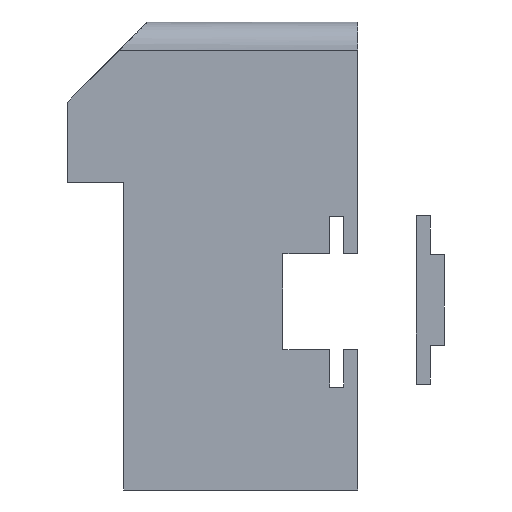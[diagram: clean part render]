
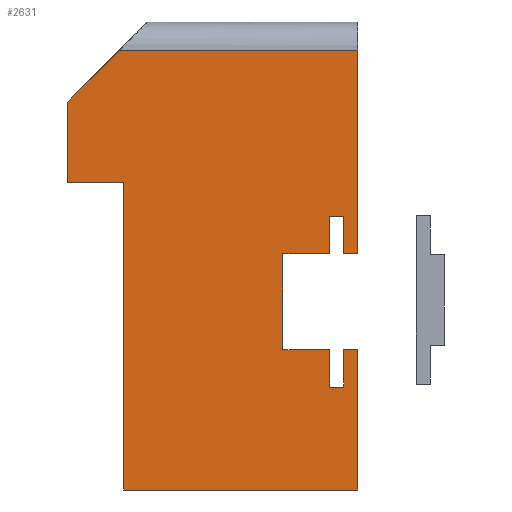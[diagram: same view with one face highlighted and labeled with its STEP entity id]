
A CAD part, left-side view. The second image highlights one B-rep face of the part: STEP entity #2631.
In plain terms, the highlighted planar face has unit normal (-1, 0, 0).
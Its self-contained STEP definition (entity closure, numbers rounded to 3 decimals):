
#96 = CARTESIAN_POINT ( 'NONE',  ( 0., 0., 0. ) ) ;
#134 = DIRECTION ( 'NONE',  ( 0., 1., 0. ) ) ;
#167 = EDGE_CURVE ( 'NONE', #5176, #2724, #3438, .T. ) ;
#309 = ORIENTED_EDGE ( 'NONE', *, *, #5186, .T. ) ;
#417 = CARTESIAN_POINT ( 'NONE',  ( 0., -16., 43.5 ) ) ;
#509 = ORIENTED_EDGE ( 'NONE', *, *, #1757, .F. ) ;
#510 = ORIENTED_EDGE ( 'NONE', *, *, #4730, .F. ) ;
#653 = LINE ( 'NONE', #2739, #4355 ) ;
#673 = EDGE_CURVE ( 'NONE', #2562, #2677, #683, .T. ) ;
#681 = CARTESIAN_POINT ( 'NONE',  ( 0., 0., -20.5 ) ) ;
#683 = LINE ( 'NONE', #4782, #2490 ) ;
#704 = CARTESIAN_POINT ( 'NONE',  ( 0., -13., 0. ) ) ;
#718 = CARTESIAN_POINT ( 'NONE',  ( 0., -10., -28.5 ) ) ;
#762 = ORIENTED_EDGE ( 'NONE', *, *, #7521, .T. ) ;
#795 = DIRECTION ( 'NONE',  ( 0., -1., 0. ) ) ;
#925 = CARTESIAN_POINT ( 'NONE',  ( 0., 0., 0. ) ) ;
#1015 = CARTESIAN_POINT ( 'NONE',  ( 0., 0., 0. ) ) ;
#1025 = EDGE_CURVE ( 'NONE', #5913, #2896, #3620, .T. ) ;
#1103 = ORIENTED_EDGE ( 'NONE', *, *, #1025, .F. ) ;
#1187 = CARTESIAN_POINT ( 'NONE',  ( 0., -13., 0. ) ) ;
#1193 = VECTOR ( 'NONE', #134, 1000. ) ;
#1208 = CARTESIAN_POINT ( 'NONE',  ( 0., 0., 43.5 ) ) ;
#1231 = ORIENTED_EDGE ( 'NONE', *, *, #167, .T. ) ;
#1257 = VERTEX_POINT ( 'NONE', #1805 ) ;
#1499 = CARTESIAN_POINT ( 'NONE',  ( 0., 34., -50.5 ) ) ;
#1553 = EDGE_CURVE ( 'NONE', #1926, #3498, #2985, .T. ) ;
#1629 = VECTOR ( 'NONE', #6032, 1000. ) ;
#1630 = LINE ( 'NONE', #1777, #4132 ) ;
#1696 = CARTESIAN_POINT ( 'NONE',  ( 0., -16., -50.5 ) ) ;
#1733 = LINE ( 'NONE', #4061, #6226 ) ;
#1757 = EDGE_CURVE ( 'NONE', #1857, #4720, #3953, .T. ) ;
#1777 = CARTESIAN_POINT ( 'NONE',  ( 0., -10., -28.5 ) ) ;
#1803 = EDGE_LOOP ( 'NONE', ( #2442, #1846, #4679, #3444, #1103, #2822, #4643, #5378, #1970, #1231, #309, #4287, #6202, #509, #510, #2972, #762, #2378, #2514 ) ) ;
#1805 = CARTESIAN_POINT ( 'NONE',  ( 0., -13., 8. ) ) ;
#1846 = ORIENTED_EDGE ( 'NONE', *, *, #1553, .T. ) ;
#1857 = VERTEX_POINT ( 'NONE', #2440 ) ;
#1912 = CARTESIAN_POINT ( 'NONE',  ( 0., -16., -20.5 ) ) ;
#1926 = VERTEX_POINT ( 'NONE', #417 ) ;
#1966 = DIRECTION ( 'NONE',  ( 1., 0., 0. ) ) ;
#1970 = ORIENTED_EDGE ( 'NONE', *, *, #4688, .T. ) ;
#2303 = VECTOR ( 'NONE', #5912, 1000. ) ;
#2361 = CARTESIAN_POINT ( 'NONE',  ( 0., -16., 0. ) ) ;
#2378 = ORIENTED_EDGE ( 'NONE', *, *, #6743, .T. ) ;
#2386 = DIRECTION ( 'NONE',  ( 0., 0., -1. ) ) ;
#2440 = CARTESIAN_POINT ( 'NONE',  ( 0., 0., 0. ) ) ;
#2442 = ORIENTED_EDGE ( 'NONE', *, *, #6273, .T. ) ;
#2483 = DIRECTION ( 'NONE',  ( 0., 0., 1. ) ) ;
#2490 = VECTOR ( 'NONE', #3736, 1000. ) ;
#2514 = ORIENTED_EDGE ( 'NONE', *, *, #673, .T. ) ;
#2562 = VERTEX_POINT ( 'NONE', #1187 ) ;
#2622 = VERTEX_POINT ( 'NONE', #6186 ) ;
#2631 = ADVANCED_FACE ( 'NONE', ( #7265 ), #3684, .F. ) ;
#2664 = DIRECTION ( 'NONE',  ( 0., 0., -1. ) ) ;
#2672 = EDGE_CURVE ( 'NONE', #3283, #6636, #653, .T. ) ;
#2677 = VERTEX_POINT ( 'NONE', #3863 ) ;
#2707 = CARTESIAN_POINT ( 'NONE',  ( 0., 34.915, 43.5 ) ) ;
#2719 = CARTESIAN_POINT ( 'NONE',  ( 0., 34., 0. ) ) ;
#2724 = VERTEX_POINT ( 'NONE', #6825 ) ;
#2739 = CARTESIAN_POINT ( 'NONE',  ( 0., -10., 49.5 ) ) ;
#2802 = VECTOR ( 'NONE', #5043, 1000. ) ;
#2822 = ORIENTED_EDGE ( 'NONE', *, *, #6157, .F. ) ;
#2843 = EDGE_CURVE ( 'NONE', #3734, #5199, #3596, .T. ) ;
#2894 = CARTESIAN_POINT ( 'NONE',  ( 0., -16., -20.5 ) ) ;
#2896 = VERTEX_POINT ( 'NONE', #4862 ) ;
#2972 = ORIENTED_EDGE ( 'NONE', *, *, #2672, .F. ) ;
#2985 = LINE ( 'NONE', #1208, #7406 ) ;
#3053 = VECTOR ( 'NONE', #795, 1000. ) ;
#3096 = LINE ( 'NONE', #6001, #6512 ) ;
#3234 = EDGE_CURVE ( 'NONE', #2896, #2622, #3096, .T. ) ;
#3236 = VERTEX_POINT ( 'NONE', #718 ) ;
#3274 = VECTOR ( 'NONE', #5396, 1000. ) ;
#3283 = VERTEX_POINT ( 'NONE', #7276 ) ;
#3298 = VECTOR ( 'NONE', #5800, 1000. ) ;
#3331 = VECTOR ( 'NONE', #7011, 1000. ) ;
#3438 = LINE ( 'NONE', #6314, #3331 ) ;
#3444 = ORIENTED_EDGE ( 'NONE', *, *, #3234, .F. ) ;
#3498 = VERTEX_POINT ( 'NONE', #2707 ) ;
#3576 = LINE ( 'NONE', #7115, #2303 ) ;
#3596 = LINE ( 'NONE', #1912, #3274 ) ;
#3606 = CARTESIAN_POINT ( 'NONE',  ( 0., 0., -20.5 ) ) ;
#3620 = LINE ( 'NONE', #5418, #1629 ) ;
#3643 = LINE ( 'NONE', #96, #1193 ) ;
#3684 = PLANE ( 'NONE',  #6693 ) ;
#3734 = VERTEX_POINT ( 'NONE', #1696 ) ;
#3736 = DIRECTION ( 'NONE',  ( 0., -1., 0. ) ) ;
#3846 = LINE ( 'NONE', #7464, #6967 ) ;
#3863 = CARTESIAN_POINT ( 'NONE',  ( 0., -16., 0. ) ) ;
#3948 = DIRECTION ( 'NONE',  ( 0., 1., 0. ) ) ;
#3953 = LINE ( 'NONE', #1015, #6051 ) ;
#4061 = CARTESIAN_POINT ( 'NONE',  ( 0., -13., -20.5 ) ) ;
#4115 = VERTEX_POINT ( 'NONE', #6086 ) ;
#4132 = VECTOR ( 'NONE', #3948, 1000. ) ;
#4287 = ORIENTED_EDGE ( 'NONE', *, *, #5386, .F. ) ;
#4355 = VECTOR ( 'NONE', #7485, 1000. ) ;
#4484 = DIRECTION ( 'NONE',  ( 0., -1., 0. ) ) ;
#4643 = ORIENTED_EDGE ( 'NONE', *, *, #6574, .F. ) ;
#4660 = DIRECTION ( 'NONE',  ( 0., 1., 0. ) ) ;
#4679 = ORIENTED_EDGE ( 'NONE', *, *, #6150, .T. ) ;
#4688 = EDGE_CURVE ( 'NONE', #5199, #5176, #1733, .T. ) ;
#4720 = VERTEX_POINT ( 'NONE', #3606 ) ;
#4730 = EDGE_CURVE ( 'NONE', #6636, #1857, #3643, .T. ) ;
#4739 = CARTESIAN_POINT ( 'NONE',  ( 0., 34., 15.282 ) ) ;
#4782 = CARTESIAN_POINT ( 'NONE',  ( 0., -13., 0. ) ) ;
#4862 = CARTESIAN_POINT ( 'NONE',  ( 0., 46., 15.282 ) ) ;
#4874 = LINE ( 'NONE', #704, #7454 ) ;
#4889 = VECTOR ( 'NONE', #5174, 1000. ) ;
#4968 = DIRECTION ( 'NONE',  ( 0., 0.706, -0.708 ) ) ;
#5043 = DIRECTION ( 'NONE',  ( 0., 0., 1. ) ) ;
#5174 = DIRECTION ( 'NONE',  ( 0., 1., 0. ) ) ;
#5176 = VERTEX_POINT ( 'NONE', #7532 ) ;
#5186 = EDGE_CURVE ( 'NONE', #2724, #3236, #1630, .T. ) ;
#5199 = VERTEX_POINT ( 'NONE', #2894 ) ;
#5208 = CARTESIAN_POINT ( 'NONE',  ( 0., -10., -50.5 ) ) ;
#5378 = ORIENTED_EDGE ( 'NONE', *, *, #2843, .T. ) ;
#5386 = EDGE_CURVE ( 'NONE', #4115, #3236, #3576, .T. ) ;
#5396 = DIRECTION ( 'NONE',  ( 0., 0., 1. ) ) ;
#5418 = CARTESIAN_POINT ( 'NONE',  ( 0., -28.05, 15.282 ) ) ;
#5535 = LINE ( 'NONE', #7389, #6847 ) ;
#5653 = LINE ( 'NONE', #2719, #2802 ) ;
#5691 = DIRECTION ( 'NONE',  ( 0., 0., -1. ) ) ;
#5762 = LINE ( 'NONE', #2361, #3298 ) ;
#5800 = DIRECTION ( 'NONE',  ( 0., 0., 1. ) ) ;
#5912 = DIRECTION ( 'NONE',  ( 0., 0., -1. ) ) ;
#5913 = VERTEX_POINT ( 'NONE', #4739 ) ;
#6001 = CARTESIAN_POINT ( 'NONE',  ( 0., 46., -50.5 ) ) ;
#6023 = EDGE_CURVE ( 'NONE', #4720, #4115, #7124, .T. ) ;
#6032 = DIRECTION ( 'NONE',  ( 0., 1., 0. ) ) ;
#6051 = VECTOR ( 'NONE', #5691, 1000. ) ;
#6086 = CARTESIAN_POINT ( 'NONE',  ( 0., -10., -20.5 ) ) ;
#6150 = EDGE_CURVE ( 'NONE', #3498, #2622, #3846, .T. ) ;
#6157 = EDGE_CURVE ( 'NONE', #7212, #5913, #5653, .T. ) ;
#6186 = CARTESIAN_POINT ( 'NONE',  ( 0., 46., 32.391 ) ) ;
#6202 = ORIENTED_EDGE ( 'NONE', *, *, #6023, .F. ) ;
#6226 = VECTOR ( 'NONE', #6413, 1000. ) ;
#6273 = EDGE_CURVE ( 'NONE', #2677, #1926, #5762, .T. ) ;
#6314 = CARTESIAN_POINT ( 'NONE',  ( 0., -13., -20.5 ) ) ;
#6373 = CARTESIAN_POINT ( 'NONE',  ( 0., -10., 0. ) ) ;
#6413 = DIRECTION ( 'NONE',  ( 0., 1., 0. ) ) ;
#6512 = VECTOR ( 'NONE', #2483, 1000. ) ;
#6574 = EDGE_CURVE ( 'NONE', #3734, #7212, #6949, .T. ) ;
#6636 = VERTEX_POINT ( 'NONE', #6373 ) ;
#6693 = AXIS2_PLACEMENT_3D ( 'NONE', #925, #1966, #2664 ) ;
#6743 = EDGE_CURVE ( 'NONE', #1257, #2562, #4874, .T. ) ;
#6825 = CARTESIAN_POINT ( 'NONE',  ( 0., -13., -28.5 ) ) ;
#6847 = VECTOR ( 'NONE', #4484, 1000. ) ;
#6949 = LINE ( 'NONE', #5208, #4889 ) ;
#6967 = VECTOR ( 'NONE', #4968, 1000. ) ;
#7011 = DIRECTION ( 'NONE',  ( 0., 0., -1. ) ) ;
#7115 = CARTESIAN_POINT ( 'NONE',  ( 0., -10., -20.5 ) ) ;
#7124 = LINE ( 'NONE', #681, #3053 ) ;
#7212 = VERTEX_POINT ( 'NONE', #1499 ) ;
#7265 = FACE_OUTER_BOUND ( 'NONE', #1803, .T. ) ;
#7276 = CARTESIAN_POINT ( 'NONE',  ( 0., -10., 8. ) ) ;
#7389 = CARTESIAN_POINT ( 'NONE',  ( 0., -10., 8. ) ) ;
#7406 = VECTOR ( 'NONE', #4660, 1000. ) ;
#7454 = VECTOR ( 'NONE', #2386, 1000. ) ;
#7464 = CARTESIAN_POINT ( 'NONE',  ( 0., 46., 32.391 ) ) ;
#7485 = DIRECTION ( 'NONE',  ( 0., 0., -1. ) ) ;
#7521 = EDGE_CURVE ( 'NONE', #3283, #1257, #5535, .T. ) ;
#7532 = CARTESIAN_POINT ( 'NONE',  ( 0., -13., -20.5 ) ) ;
